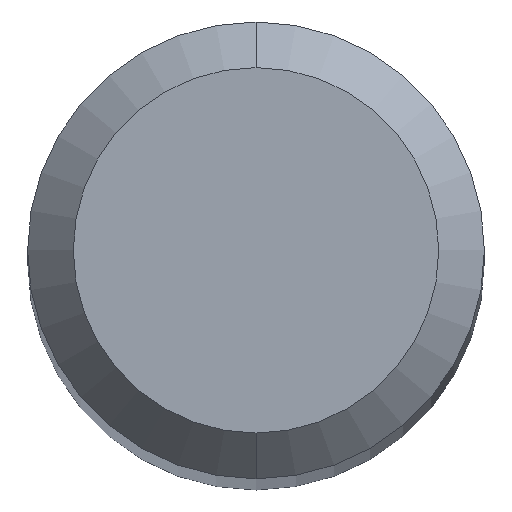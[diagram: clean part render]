
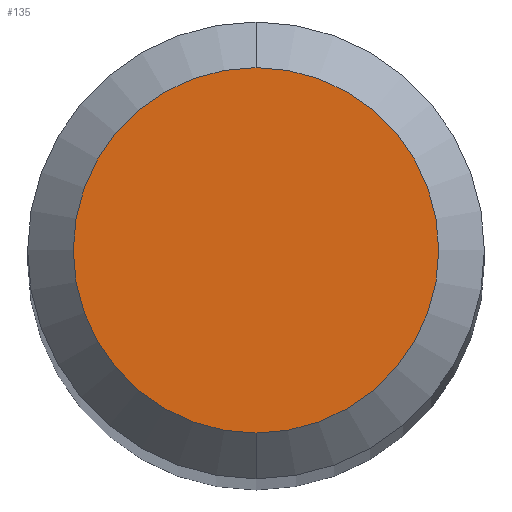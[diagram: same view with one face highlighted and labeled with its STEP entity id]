
A CAD part, top view. The second image highlights one B-rep face of the part: STEP entity #135.
In plain terms, the highlighted planar face has unit normal (0, 0, 1).
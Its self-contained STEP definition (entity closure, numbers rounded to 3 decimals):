
#3 = FACE_OUTER_BOUND ( 'NONE', #19, .T. ) ;
#13 = CARTESIAN_POINT ( 'NONE',  ( 0., 4.167, 0. ) ) ;
#19 = EDGE_LOOP ( 'NONE', ( #163, #146 ) ) ;
#26 = CARTESIAN_POINT ( 'NONE',  ( 0., 0., 0. ) ) ;
#39 = CIRCLE ( 'NONE', #158, 3.334 ) ;
#62 = CARTESIAN_POINT ( 'NONE',  ( 0., 0., 0. ) ) ;
#69 = EDGE_CURVE ( 'NONE', #123, #114, #165, .T. ) ;
#76 = DIRECTION ( 'NONE',  ( 0., 1., 0. ) ) ;
#86 = DIRECTION ( 'NONE',  ( 0., 1., 0. ) ) ;
#109 = DIRECTION ( 'NONE',  ( 0., 1., 0. ) ) ;
#114 = VERTEX_POINT ( 'NONE', #142 ) ;
#123 = VERTEX_POINT ( 'NONE', #178 ) ;
#125 = DIRECTION ( 'NONE',  ( 0., 0., -1. ) ) ;
#135 = ADVANCED_FACE ( 'NONE', ( #3 ), #212, .F. ) ;
#142 = CARTESIAN_POINT ( 'NONE',  ( 0., 3.334, 0. ) ) ;
#144 = AXIS2_PLACEMENT_3D ( 'NONE', #13, #125, #76 ) ;
#146 = ORIENTED_EDGE ( 'NONE', *, *, #69, .T. ) ;
#147 = AXIS2_PLACEMENT_3D ( 'NONE', #62, #159, #109 ) ;
#150 = EDGE_CURVE ( 'NONE', #114, #123, #39, .T. ) ;
#158 = AXIS2_PLACEMENT_3D ( 'NONE', #26, #185, #86 ) ;
#159 = DIRECTION ( 'NONE',  ( 0., 0., 1. ) ) ;
#163 = ORIENTED_EDGE ( 'NONE', *, *, #150, .T. ) ;
#165 = CIRCLE ( 'NONE', #147, 3.334 ) ;
#178 = CARTESIAN_POINT ( 'NONE',  ( 0., -3.334, 0. ) ) ;
#185 = DIRECTION ( 'NONE',  ( 0., 0., 1. ) ) ;
#212 = PLANE ( 'NONE',  #144 ) ;
